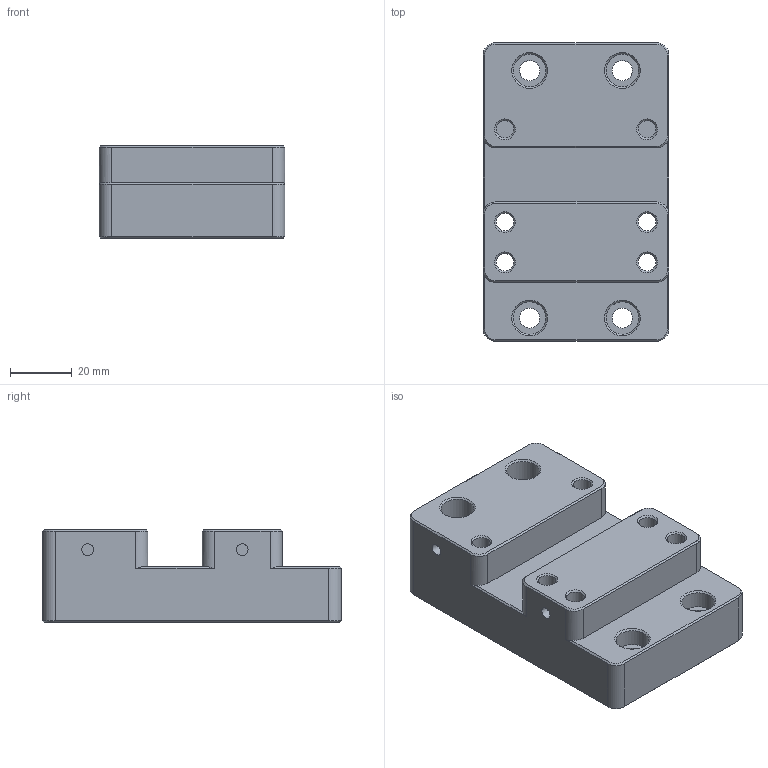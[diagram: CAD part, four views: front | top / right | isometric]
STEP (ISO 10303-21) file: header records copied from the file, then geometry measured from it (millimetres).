
FILE_DESCRIPTION(/* description */ (''),/* implementation_level */ '2;1');
FILE_NAME(/* name */ 'XAxis BKHM12 Riser.step',/* time_stamp */ '2024-04-15T14:43:34-07:00',/* author */ (''),/* organization */ (''),/* preprocessor_version */ 'ST-DEVELOPER v20',/* originating_system */ 'Autodesk Translation Framework v12.20.1.177',/* authorisation */ '');
FILE_SCHEMA (('AUTOMOTIVE_DESIGN { 1 0 10303 214 3 1 1 }'));
Length unit declared in the file: millimetre
Products named in the file (1): BKHM12 Riser (1)
Bounding box: 60 x 96.5 x 30 mm (x, y, z)
Volume: 136032.1 mm3; surface area: 26972 mm2
Topology: 1 solids, 1 shells, 108 faces, 230 edges, 137 vertices
Faces by surface type: plane 42, cone 33, cylinder 31, bspline 2
Full cylindrical faces by diameter (mm): 3.75 x4, 5.7 x9, 6.5 x4, 10.5 x4
Entity records: 3054 total; most frequent: CARTESIAN_POINT 612, DIRECTION 531, ORIENTED_EDGE 460, EDGE_CURVE 230, AXIS2_PLACEMENT_3D 204, EDGE_LOOP 137, VERTEX_POINT 137, LINE 123
